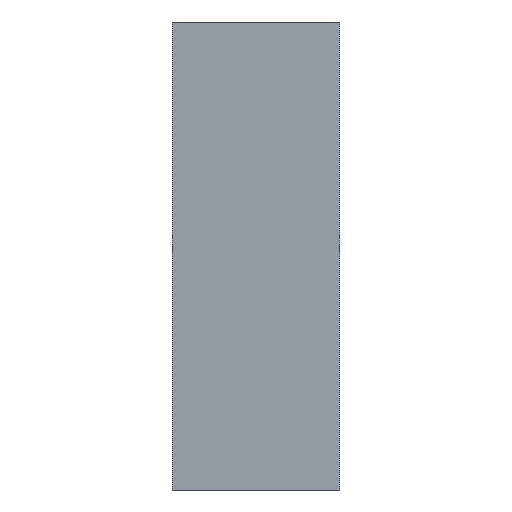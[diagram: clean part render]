
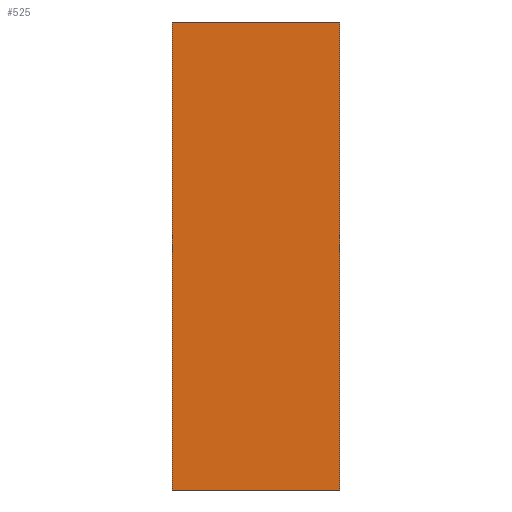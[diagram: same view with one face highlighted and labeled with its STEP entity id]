
A CAD part, left-side view. The second image highlights one B-rep face of the part: STEP entity #525.
In plain terms, the highlighted planar face has unit normal (-1, 0, 0).
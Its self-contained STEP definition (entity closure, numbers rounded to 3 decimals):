
#9 = CARTESIAN_POINT ( 'NONE',  ( -31.25, 0., 98. ) ) ;
#67 = CARTESIAN_POINT ( 'NONE',  ( -31.25, 35., 0. ) ) ;
#103 = CARTESIAN_POINT ( 'NONE',  ( -31.25, 35., 98. ) ) ;
#113 = DIRECTION ( 'NONE',  ( 0., 0., -1. ) ) ;
#129 = ORIENTED_EDGE ( 'NONE', *, *, #139, .F. ) ;
#139 = EDGE_CURVE ( 'NONE', #1786, #2164, #680, .T. ) ;
#323 = EDGE_CURVE ( 'NONE', #1574, #2074, #1201, .T. ) ;
#326 = DIRECTION ( 'NONE',  ( 0., 0., -1. ) ) ;
#350 = DIRECTION ( 'NONE',  ( 0., 1., 0. ) ) ;
#351 = CARTESIAN_POINT ( 'NONE',  ( -31.25, 0., 0. ) ) ;
#525 = ADVANCED_FACE ( 'NONE', ( #1813 ), #736, .F. ) ;
#541 = DIRECTION ( 'NONE',  ( 0., -1., 0. ) ) ;
#680 = LINE ( 'NONE', #1056, #2026 ) ;
#693 = DIRECTION ( 'NONE',  ( 1., 0., 0. ) ) ;
#736 = PLANE ( 'NONE',  #760 ) ;
#760 = AXIS2_PLACEMENT_3D ( 'NONE', #1620, #693, #350 ) ;
#826 = ORIENTED_EDGE ( 'NONE', *, *, #2211, .T. ) ;
#856 = CARTESIAN_POINT ( 'NONE',  ( -31.25, 35., 98. ) ) ;
#866 = ORIENTED_EDGE ( 'NONE', *, *, #323, .T. ) ;
#1056 = CARTESIAN_POINT ( 'NONE',  ( -31.25, 0., 98. ) ) ;
#1086 = EDGE_CURVE ( 'NONE', #1574, #1786, #1217, .T. ) ;
#1201 = LINE ( 'NONE', #103, #1913 ) ;
#1217 = LINE ( 'NONE', #856, #1401 ) ;
#1401 = VECTOR ( 'NONE', #1565, 1000. ) ;
#1435 = CARTESIAN_POINT ( 'NONE',  ( -31.25, 35., 0. ) ) ;
#1565 = DIRECTION ( 'NONE',  ( 0., -1., 0. ) ) ;
#1574 = VERTEX_POINT ( 'NONE', #1925 ) ;
#1620 = CARTESIAN_POINT ( 'NONE',  ( -31.25, 35., 98. ) ) ;
#1652 = ORIENTED_EDGE ( 'NONE', *, *, #1086, .F. ) ;
#1727 = EDGE_LOOP ( 'NONE', ( #826, #129, #1652, #866 ) ) ;
#1786 = VERTEX_POINT ( 'NONE', #9 ) ;
#1795 = LINE ( 'NONE', #1435, #2090 ) ;
#1813 = FACE_OUTER_BOUND ( 'NONE', #1727, .T. ) ;
#1913 = VECTOR ( 'NONE', #113, 1000. ) ;
#1925 = CARTESIAN_POINT ( 'NONE',  ( -31.25, 35., 98. ) ) ;
#2026 = VECTOR ( 'NONE', #326, 1000. ) ;
#2074 = VERTEX_POINT ( 'NONE', #67 ) ;
#2090 = VECTOR ( 'NONE', #541, 1000. ) ;
#2164 = VERTEX_POINT ( 'NONE', #351 ) ;
#2211 = EDGE_CURVE ( 'NONE', #2074, #2164, #1795, .T. ) ;
